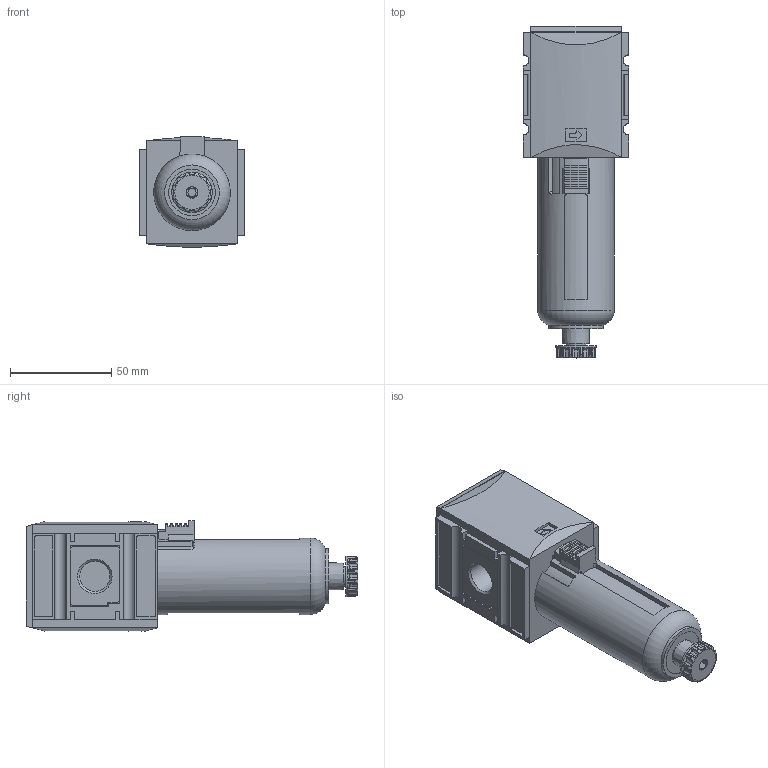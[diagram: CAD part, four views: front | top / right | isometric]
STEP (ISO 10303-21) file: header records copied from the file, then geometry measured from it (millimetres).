
FILE_DESCRIPTION( ( 'STEP AP214' ), '1' );
FILE_NAME( '91301.DD00.stp', '2018-08-30T13:04:11', ( '' ), ( '' ), ' ', 'PARTsolutions', ' ' );
FILE_SCHEMA( ( 'AUTOMOTIVE_DESIGN { 1 0 10303 214 1 1 1 1 }' ) );
Length unit declared in the file: millimetre
Products named in the file (3): 91301.DD00; _FU 832G 3/8000-1; _FU 832_0
Assembly tree (2 placements, depth 2):
  91301.DD00
    _FU 832G 3/8000-1
    _FU 832_0
Bounding box: 52 x 164 x 54.49 mm (x, y, z)
Volume: 256557.7 mm3; surface area: 37053.8 mm2
Topology: 2 solids, 2 shells, 350 faces, 939 edges, 617 vertices
Faces by surface type: plane 199, cylinder 124, torus 16, cone 11
Full cylindrical faces by diameter (mm): 4 x1, 9.728 x1, 14.95 x2, 20 x1, 23 x1, 27 x1, 37.8 x1
Entity records: 14146 total; most frequent: CARTESIAN_POINT 2693, ORIENTED_EDGE 1822, DIRECTION 1710, EDGE_CURVE 911, VERTEX_POINT 607, LINE 598, VECTOR 598, AXIS2_PLACEMENT_3D 556
